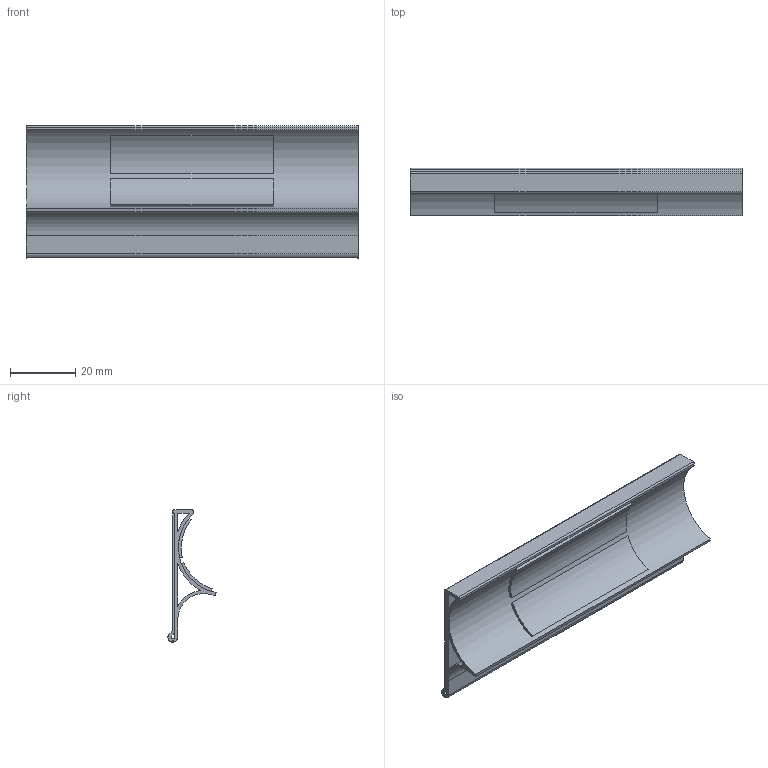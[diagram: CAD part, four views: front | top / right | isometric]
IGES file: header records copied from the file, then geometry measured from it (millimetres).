
Global section: file name: 700022; native system: Autodesk Inventor 2021; preprocessor: unknown; author: Spacek; date: 20201211.140005; units: millimetre
Bounding box: 102 x 14.77 x 40.7 mm (x, y, z)
Volume: 11897.9 mm3; surface area: 26793.7 mm2
Topology: 3 solids, 3 shells, 51 faces, 134 edges, 89 vertices
Faces by surface type: bspline 51
